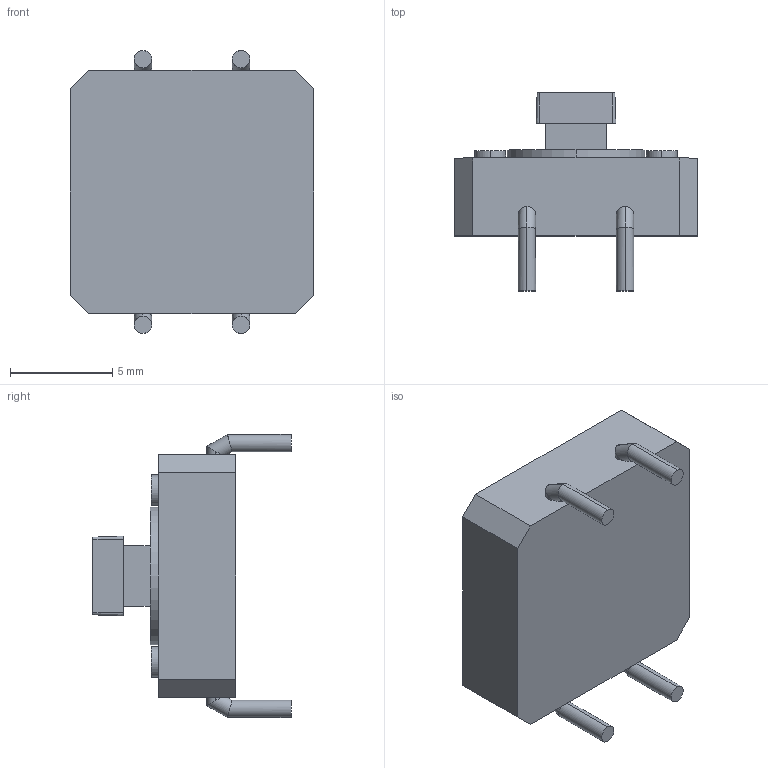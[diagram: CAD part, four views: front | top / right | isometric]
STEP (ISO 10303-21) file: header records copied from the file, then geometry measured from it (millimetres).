
FILE_DESCRIPTION (( 'STEP AP214' ), '1' );
FILE_NAME ('User Library-Button 12x12x7.3.STEP', '2022-03-10T23:35:27', ( '' ), ( '' ), 'SwSTEP 2.0', 'SolidWorks 2021', '' );
FILE_SCHEMA (( 'AUTOMOTIVE_DESIGN' ));
Length unit declared in the file: millimetre
Products named in the file (1): User Library-Button 12x12x7.3
Bounding box: 11.9 x 9.7 x 13.85 mm (x, y, z)
Volume: 579.1 mm3; surface area: 818.6 mm2
Topology: 7 solids, 7 shells, 102 faces, 232 edges, 152 vertices
Faces by surface type: cylinder 52, plane 46, cone 4
Entity records: 3965 total; most frequent: CARTESIAN_POINT 583, DIRECTION 482, ORIENTED_EDGE 464, EDGE_CURVE 232, AXIS2_PLACEMENT_3D 179, VERTEX_POINT 152, LINE 124, VECTOR 124
